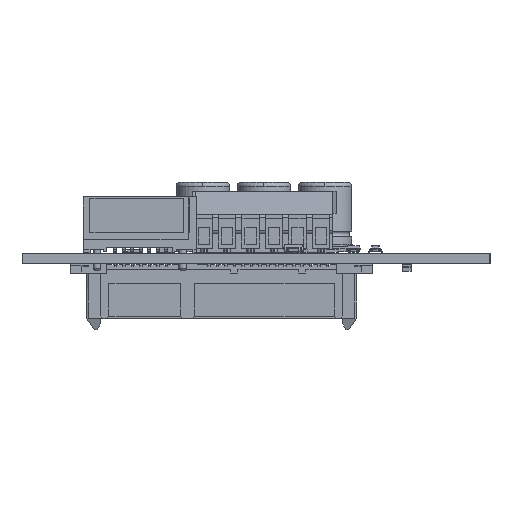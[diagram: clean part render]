
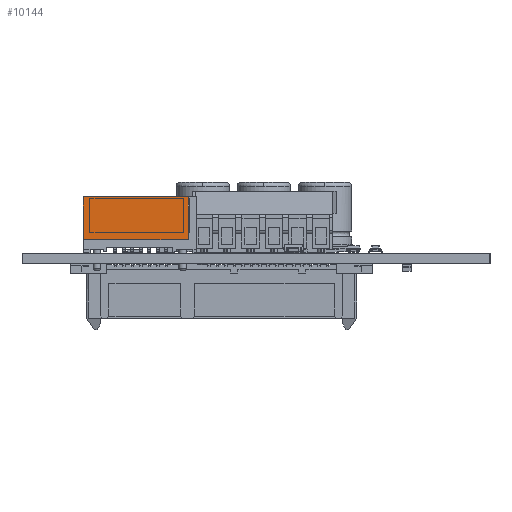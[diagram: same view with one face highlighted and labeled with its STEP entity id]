
A CAD part, left-side view. The second image highlights one B-rep face of the part: STEP entity #10144.
In plain terms, the highlighted face is planar.
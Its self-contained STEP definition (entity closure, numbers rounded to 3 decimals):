
#2306 = VERTEX_POINT('',#2307);
#2307 = CARTESIAN_POINT('',(-8.45,-3.225,4.2));
#2313 = EDGE_CURVE('',#2306,#2314,#2316,.T.);
#2314 = VERTEX_POINT('',#2315);
#2315 = CARTESIAN_POINT('',(-8.45,-3.225,-2.2));
#2316 = LINE('',#2317,#2318);
#2317 = CARTESIAN_POINT('',(-8.45,-3.225,4.2));
#2318 = VECTOR('',#2319,1.);
#2319 = DIRECTION('',(0.,0.,-1.));
#3256 = VERTEX_POINT('',#3257);
#3257 = CARTESIAN_POINT('',(7.24,-3.225,4.2));
#3263 = EDGE_CURVE('',#2306,#3256,#3264,.T.);
#3264 = LINE('',#3265,#3266);
#3265 = CARTESIAN_POINT('',(-8.45,-3.225,4.2));
#3266 = VECTOR('',#3267,1.);
#3267 = DIRECTION('',(1.,0.,0.));
#10110 = VERTEX_POINT('',#10111);
#10111 = CARTESIAN_POINT('',(7.24,-3.225,-2.2));
#10117 = EDGE_CURVE('',#3256,#10110,#10118,.T.);
#10118 = LINE('',#10119,#10120);
#10119 = CARTESIAN_POINT('',(7.24,-3.225,4.2));
#10120 = VECTOR('',#10121,1.);
#10121 = DIRECTION('',(0.,0.,-1.));
#10134 = EDGE_CURVE('',#2314,#10110,#10135,.T.);
#10135 = LINE('',#10136,#10137);
#10136 = CARTESIAN_POINT('',(-8.45,-3.225,-2.2));
#10137 = VECTOR('',#10138,1.);
#10138 = DIRECTION('',(1.,0.,0.));
#10144 = ADVANCED_FACE('',(#10145),#10151,.T.);
#10145 = FACE_BOUND('',#10146,.F.);
#10146 = EDGE_LOOP('',(#10147,#10148,#10149,#10150));
#10147 = ORIENTED_EDGE('',*,*,#10117,.T.);
#10148 = ORIENTED_EDGE('',*,*,#10134,.F.);
#10149 = ORIENTED_EDGE('',*,*,#2313,.F.);
#10150 = ORIENTED_EDGE('',*,*,#3263,.T.);
#10151 = PLANE('',#10152);
#10152 = AXIS2_PLACEMENT_3D('',#10153,#10154,#10155);
#10153 = CARTESIAN_POINT('',(-8.45,-3.225,4.2));
#10154 = DIRECTION('',(0.,-1.,0.));
#10155 = DIRECTION('',(0.,0.,-1.));
